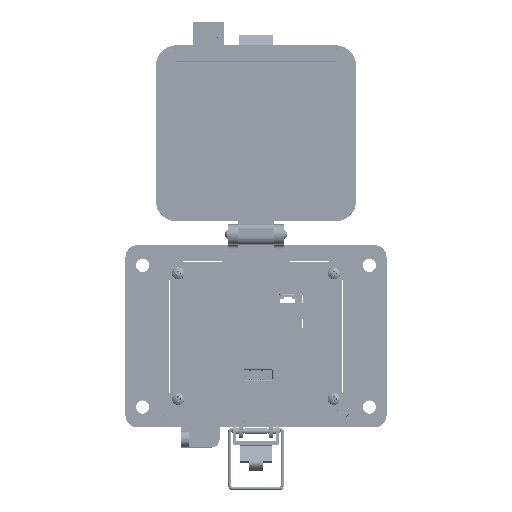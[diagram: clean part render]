
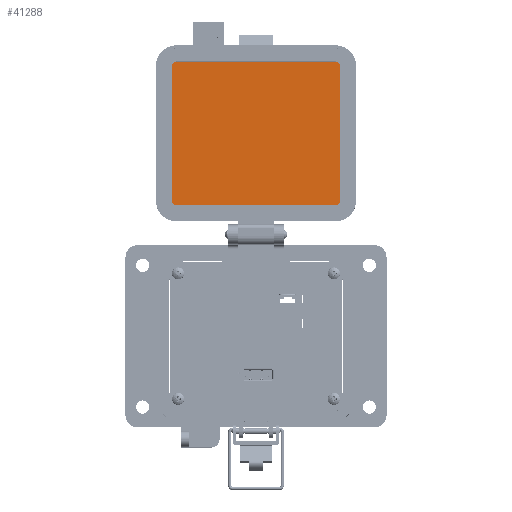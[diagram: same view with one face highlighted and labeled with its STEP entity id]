
A CAD part, top view. The second image highlights one B-rep face of the part: STEP entity #41288.
In plain terms, the highlighted planar face has unit normal (0, 0, 1).
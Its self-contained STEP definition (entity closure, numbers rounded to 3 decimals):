
#2587 = AXIS2_PLACEMENT_3D ( 'NONE', #130359, #54098, #38216 ) ;
#6977 = EDGE_CURVE ( 'NONE', #41281, #128698, #81542, .T. ) ;
#7985 = DIRECTION ( 'NONE',  ( 1., 0., 0. ) ) ;
#8610 = DIRECTION ( 'NONE',  ( 0., 0., -1. ) ) ;
#9620 = CARTESIAN_POINT ( 'NONE',  ( -3.279, 128.688, 19.202 ) ) ;
#14261 = EDGE_CURVE ( 'NONE', #162691, #158845, #138632, .T. ) ;
#16164 = DIRECTION ( 'NONE',  ( 0., -1., 0. ) ) ;
#18584 = CARTESIAN_POINT ( 'NONE',  ( -42.469, 57.705, 19.202 ) ) ;
#19408 = DIRECTION ( 'NONE',  ( -1., 0., 0. ) ) ;
#21292 = CARTESIAN_POINT ( 'NONE',  ( -42.469, 126.389, 19.202 ) ) ;
#21640 = CARTESIAN_POINT ( 'NONE',  ( -42.469, 60.004, 19.202 ) ) ;
#22878 = VECTOR ( 'NONE', #19408, 1000. ) ;
#26520 = FACE_OUTER_BOUND ( 'NONE', #27087, .T. ) ;
#27087 = EDGE_LOOP ( 'NONE', ( #151441, #74467, #143739, #132883, #125819, #30160, #58771, #36704 ) ) ;
#30160 = ORIENTED_EDGE ( 'NONE', *, *, #6977, .F. ) ;
#31225 = CARTESIAN_POINT ( 'NONE',  ( 38.212, 93.196, 19.202 ) ) ;
#32324 = VERTEX_POINT ( 'NONE', #18584 ) ;
#33951 = VECTOR ( 'NONE', #7985, 1000. ) ;
#34470 = LINE ( 'NONE', #109072, #22878 ) ;
#34812 = VERTEX_POINT ( 'NONE', #160191 ) ;
#36704 = ORIENTED_EDGE ( 'NONE', *, *, #122202, .F. ) ;
#38216 = DIRECTION ( 'NONE',  ( -1., 0., 0. ) ) ;
#41281 = VERTEX_POINT ( 'NONE', #155476 ) ;
#41288 = ADVANCED_FACE ( 'NONE', ( #26520 ), #139604, .T. ) ;
#47166 = DIRECTION ( 'NONE',  ( 1., 0., 0. ) ) ;
#47882 = DIRECTION ( 'NONE',  ( 0., -1., 0. ) ) ;
#48602 = AXIS2_PLACEMENT_3D ( 'NONE', #109208, #8610, #47166 ) ;
#50546 = EDGE_CURVE ( 'NONE', #158845, #34812, #99489, .T. ) ;
#53420 = EDGE_CURVE ( 'NONE', #128698, #162691, #148246, .T. ) ;
#54098 = DIRECTION ( 'NONE',  ( 0., 0., 1. ) ) ;
#55172 = AXIS2_PLACEMENT_3D ( 'NONE', #21640, #71939, #163994 ) ;
#57640 = EDGE_CURVE ( 'NONE', #32324, #41281, #138056, .T. ) ;
#58771 = ORIENTED_EDGE ( 'NONE', *, *, #57640, .F. ) ;
#60403 = VERTEX_POINT ( 'NONE', #101898 ) ;
#67037 = CIRCLE ( 'NONE', #69786, 2.299 ) ;
#67316 = CARTESIAN_POINT ( 'NONE',  ( -44.769, 93.196, 19.202 ) ) ;
#69786 = AXIS2_PLACEMENT_3D ( 'NONE', #136705, #147622, #47882 ) ;
#71939 = DIRECTION ( 'NONE',  ( 0., 0., -1. ) ) ;
#74467 = ORIENTED_EDGE ( 'NONE', *, *, #157196, .F. ) ;
#81542 = LINE ( 'NONE', #67316, #121933 ) ;
#85019 = VERTEX_POINT ( 'NONE', #160596 ) ;
#99489 = CIRCLE ( 'NONE', #48602, 2.299 ) ;
#101898 = CARTESIAN_POINT ( 'NONE',  ( 35.912, 57.705, 19.202 ) ) ;
#107440 = LINE ( 'NONE', #31225, #148740 ) ;
#109072 = CARTESIAN_POINT ( 'NONE',  ( -3.279, 57.705, 19.202 ) ) ;
#109208 = CARTESIAN_POINT ( 'NONE',  ( 35.912, 126.389, 19.202 ) ) ;
#113362 = DIRECTION ( 'NONE',  ( 0., 0., -1. ) ) ;
#118832 = AXIS2_PLACEMENT_3D ( 'NONE', #21292, #113362, #151895 ) ;
#119641 = CARTESIAN_POINT ( 'NONE',  ( 35.912, 128.688, 19.202 ) ) ;
#121933 = VECTOR ( 'NONE', #156918, 1000. ) ;
#122202 = EDGE_CURVE ( 'NONE', #60403, #32324, #34470, .T. ) ;
#125819 = ORIENTED_EDGE ( 'NONE', *, *, #53420, .F. ) ;
#127731 = CARTESIAN_POINT ( 'NONE',  ( -42.469, 128.688, 19.202 ) ) ;
#128698 = VERTEX_POINT ( 'NONE', #131502 ) ;
#130359 = CARTESIAN_POINT ( 'NONE',  ( 39.871, 130.108, 19.202 ) ) ;
#131502 = CARTESIAN_POINT ( 'NONE',  ( -44.769, 126.389, 19.202 ) ) ;
#132883 = ORIENTED_EDGE ( 'NONE', *, *, #14261, .F. ) ;
#136705 = CARTESIAN_POINT ( 'NONE',  ( 35.912, 60.004, 19.202 ) ) ;
#138056 = CIRCLE ( 'NONE', #55172, 2.299 ) ;
#138632 = LINE ( 'NONE', #9620, #33951 ) ;
#139604 = PLANE ( 'NONE',  #2587 ) ;
#143207 = EDGE_CURVE ( 'NONE', #85019, #60403, #67037, .T. ) ;
#143739 = ORIENTED_EDGE ( 'NONE', *, *, #50546, .F. ) ;
#147622 = DIRECTION ( 'NONE',  ( 0., 0., -1. ) ) ;
#148246 = CIRCLE ( 'NONE', #118832, 2.299 ) ;
#148740 = VECTOR ( 'NONE', #16164, 1000. ) ;
#151441 = ORIENTED_EDGE ( 'NONE', *, *, #143207, .F. ) ;
#151895 = DIRECTION ( 'NONE',  ( 0., -1., 0. ) ) ;
#155476 = CARTESIAN_POINT ( 'NONE',  ( -44.769, 60.004, 19.202 ) ) ;
#156918 = DIRECTION ( 'NONE',  ( 0., 1., 0. ) ) ;
#157196 = EDGE_CURVE ( 'NONE', #34812, #85019, #107440, .T. ) ;
#158845 = VERTEX_POINT ( 'NONE', #119641 ) ;
#160191 = CARTESIAN_POINT ( 'NONE',  ( 38.212, 126.389, 19.202 ) ) ;
#160596 = CARTESIAN_POINT ( 'NONE',  ( 38.212, 60.004, 19.202 ) ) ;
#162691 = VERTEX_POINT ( 'NONE', #127731 ) ;
#163994 = DIRECTION ( 'NONE',  ( 1., 0., 0. ) ) ;
